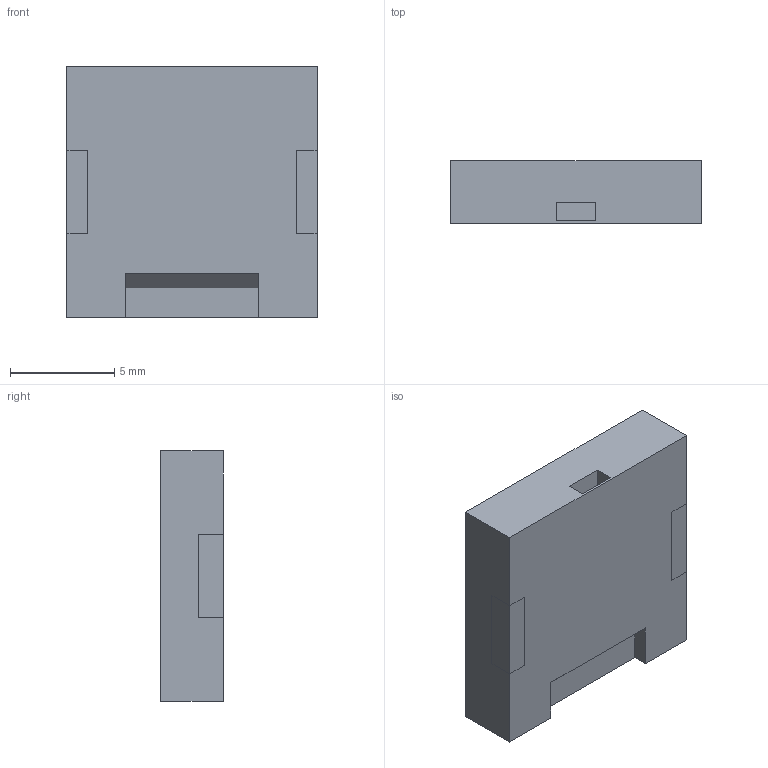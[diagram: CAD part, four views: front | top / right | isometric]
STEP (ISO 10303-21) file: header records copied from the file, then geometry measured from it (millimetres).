
FILE_DESCRIPTION (( 'STEP AP214' ), '1' );
FILE_NAME ('PKLCS1212E4001-R1.STEP', '2021-05-25T13:38:01', ( '' ), ( '' ), 'SwSTEP 2.0', 'SolidWorks 2018', '' );
FILE_SCHEMA (( 'AUTOMOTIVE_DESIGN' ));
Length unit declared in the file: millimetre
Products named in the file (2): PKLCS1212E4001-R1
Bounding box: 12 x 3 x 12 mm (x, y, z)
Volume: 422.5 mm3; surface area: 482.2 mm2
Topology: 3 solids, 3 shells, 35 faces, 84 edges, 56 vertices
Faces by surface type: plane 35
Entity records: 1450 total; most frequent: CARTESIAN_POINT 177, ORIENTED_EDGE 168, DIRECTION 158, LINE 84, EDGE_CURVE 84, VECTOR 84, VERTEX_POINT 56, UNCERTAINTY_MEASURE_WITH_UNIT 40
